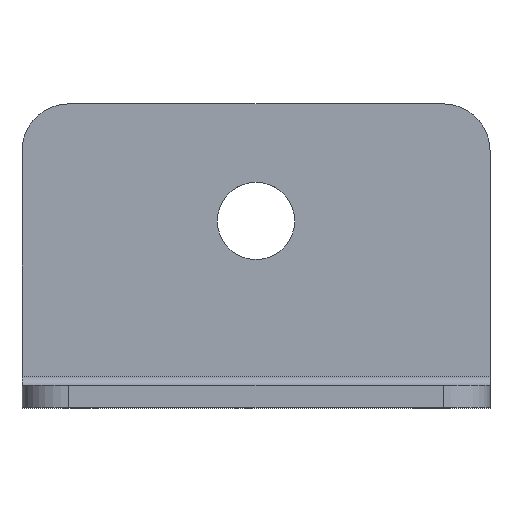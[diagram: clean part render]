
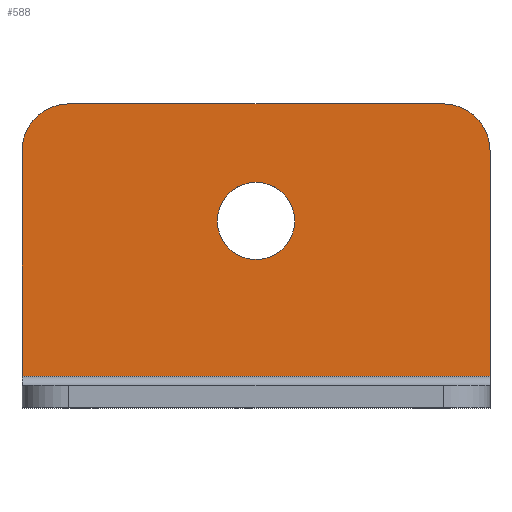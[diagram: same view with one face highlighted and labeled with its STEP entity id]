
A CAD part, top view. The second image highlights one B-rep face of the part: STEP entity #588.
In plain terms, the highlighted planar face has unit normal (0, 0, 1).
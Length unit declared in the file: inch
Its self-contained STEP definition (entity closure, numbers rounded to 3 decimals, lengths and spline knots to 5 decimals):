
#10=DIRECTION('',(0.,1.,0.));
#11=VECTOR('',#10,0.482);
#12=CARTESIAN_POINT('',(0.5,0.068,0.048));
#13=LINE('',#12,#11);
#116=DIRECTION('',(0.,1.,0.));
#117=VECTOR('',#116,0.482);
#118=CARTESIAN_POINT('',(-0.5,0.068,0.048));
#119=LINE('',#118,#117);
#160=CARTESIAN_POINT('',(-0.4,0.55,0.048));
#161=DIRECTION('',(0.,0.,1.));
#162=DIRECTION('',(0.,1.,0.));
#163=AXIS2_PLACEMENT_3D('',#160,#161,#162);
#165=DIRECTION('',(-1.,0.,0.));
#166=VECTOR('',#165,0.8);
#167=CARTESIAN_POINT('',(0.4,0.65,0.048));
#168=LINE('',#167,#166);
#173=CARTESIAN_POINT('',(0.4,0.55,0.048));
#174=DIRECTION('',(0.,0.,1.));
#175=DIRECTION('',(1.,0.,0.));
#176=AXIS2_PLACEMENT_3D('',#173,#174,#175);
#187=DIRECTION('',(-1.,0.,0.));
#188=VECTOR('',#187,1.);
#189=CARTESIAN_POINT('',(0.5,0.068,0.048));
#190=LINE('',#189,#188);
#191=CARTESIAN_POINT('',(0.,0.4,0.048));
#192=DIRECTION('',(0.,0.,1.));
#193=DIRECTION('',(1.,0.,0.));
#194=AXIS2_PLACEMENT_3D('',#191,#192,#193);
#196=CARTESIAN_POINT('',(0.,0.4,0.048));
#197=DIRECTION('',(0.,0.,1.));
#198=DIRECTION('',(-1.,0.,0.));
#199=AXIS2_PLACEMENT_3D('',#196,#197,#198);
#290=CARTESIAN_POINT('',(0.5,0.068,0.048));
#292=VERTEX_POINT('',#290);
#298=CARTESIAN_POINT('',(-0.5,0.068,0.048));
#300=VERTEX_POINT('',#298);
#345=CARTESIAN_POINT('',(-0.5,0.55,0.048));
#347=VERTEX_POINT('',#345);
#351=CARTESIAN_POINT('',(-0.4,0.65,0.048));
#352=VERTEX_POINT('',#351);
#361=CARTESIAN_POINT('',(0.4,0.65,0.048));
#362=VERTEX_POINT('',#361);
#366=CARTESIAN_POINT('',(0.5,0.55,0.048));
#368=VERTEX_POINT('',#366);
#369=CARTESIAN_POINT('',(0.0825,0.4,0.048));
#370=CARTESIAN_POINT('',(-0.0825,0.4,0.048));
#371=VERTEX_POINT('',#369);
#372=VERTEX_POINT('',#370);
#568=CARTESIAN_POINT('',(0.5,0.068,0.048));
#569=DIRECTION('',(0.,0.,1.));
#570=DIRECTION('',(0.,1.,0.));
#571=AXIS2_PLACEMENT_3D('',#568,#569,#570);
#572=PLANE('',#571);
#573=ORIENTED_EDGE('',*,*,#536,.F.);
#574=ORIENTED_EDGE('',*,*,#550,.F.);
#575=ORIENTED_EDGE('',*,*,#561,.F.);
#576=ORIENTED_EDGE('',*,*,#388,.F.);
#578=ORIENTED_EDGE('',*,*,#577,.T.);
#579=ORIENTED_EDGE('',*,*,#482,.T.);
#580=EDGE_LOOP('',(#573,#574,#575,#576,#578,#579));
#581=FACE_OUTER_BOUND('',#580,.F.);
#583=ORIENTED_EDGE('',*,*,#582,.T.);
#585=ORIENTED_EDGE('',*,*,#584,.T.);
#586=EDGE_LOOP('',(#583,#585));
#587=FACE_BOUND('',#586,.F.);
#588=ADVANCED_FACE('',(#581,#587),#572,.T.);
#164=CIRCLE('',#163,0.1);
#177=CIRCLE('',#176,0.1);
#195=CIRCLE('',#194,0.0825);
#200=CIRCLE('',#199,0.0825);
#388=EDGE_CURVE('',#292,#368,#13,.T.);
#482=EDGE_CURVE('',#300,#347,#119,.T.);
#536=EDGE_CURVE('',#352,#347,#164,.T.);
#550=EDGE_CURVE('',#362,#352,#168,.T.);
#561=EDGE_CURVE('',#368,#362,#177,.T.);
#577=EDGE_CURVE('',#292,#300,#190,.T.);
#582=EDGE_CURVE('',#371,#372,#195,.T.);
#584=EDGE_CURVE('',#372,#371,#200,.T.);
